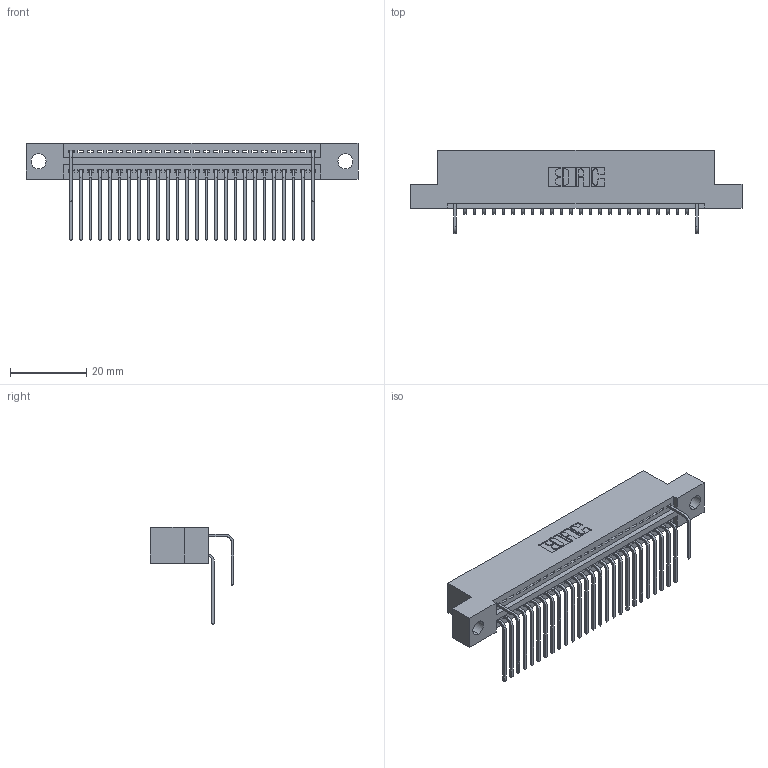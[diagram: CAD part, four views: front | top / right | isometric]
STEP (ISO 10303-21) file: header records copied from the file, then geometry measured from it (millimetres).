
FILE_DESCRIPTION (( 'STEP AP203' ), '1' );
FILE_NAME ('345-052-558-204.STEP', '2018-09-23T00:14:15', ( '' ), ( '' ), 'SwSTEP 2.0', 'SolidWorks 2016', '' );
FILE_SCHEMA (( 'CONFIG_CONTROL_DESIGN' ));
Length unit declared in the file: inch
Products named in the file (4): 345 Part_Flush Mounting Lugs - 0.156 Dia-TH; 345-292-001_558 559 Tail - 1; 345-292-001_558 Tail - 2; 345-052-558-204
Assembly tree (29 placements, depth 2):
  345-052-558-204
    345 Part_Flush Mounting Lugs - 0.156 Dia-TH
    345-292-001_558 559 Tail - 1  x26
    345-292-001_558 Tail - 2  x2
Bounding box: 87.25 x 21.83 x 25.53 mm (x, y, z)
Volume: 8184.3 mm3; surface area: 11137.3 mm2
Topology: 29 solids, 29 shells, 1774 faces, 5329 edges, 3514 vertices
Faces by surface type: plane 1228, cylinder 546
Entity records: 23441 total; most frequent: CARTESIAN_POINT 4095, ORIENTED_EDGE 4002, DIRECTION 3577, EDGE_CURVE 2001, VECTOR 1725, LINE 1725, VERTEX_POINT 1330, AXIS2_PLACEMENT_3D 926
